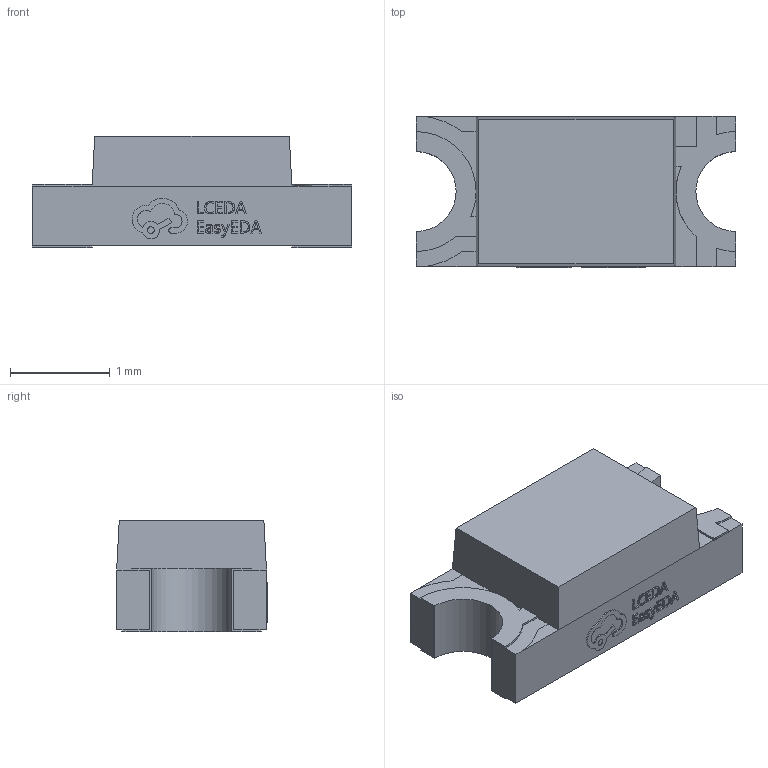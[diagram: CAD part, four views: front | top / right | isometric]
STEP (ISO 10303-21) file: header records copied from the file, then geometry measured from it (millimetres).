
FILE_DESCRIPTION (( 'STEP AP214' ), '1' );
FILE_NAME ('LED1206-RD-R_RED.step', '2022-07-08T13:32:49', ( '' ), ( '' ), 'SwSTEP 2.0', 'SolidWorks 2020', '' );
FILE_SCHEMA (( 'AUTOMOTIVE_DESIGN' ));
Length unit declared in the file: millimetre
Products named in the file (1): LED1206-RD-R_RED
Bounding box: 3.2 x 1.51 x 1.12 mm (x, y, z)
Volume: 4.1 mm3; surface area: 18.6 mm2
Topology: 1 solids, 1 shells, 368 faces, 999 edges, 659 vertices
Faces by surface type: plane 247, bspline 112, cylinder 9
Entity records: 16103 total; most frequent: CARTESIAN_POINT 4131, ORIENTED_EDGE 1998, DIRECTION 1306, EDGE_CURVE 999, LINE 750, VECTOR 750, VERTEX_POINT 659, EDGE_LOOP 394
